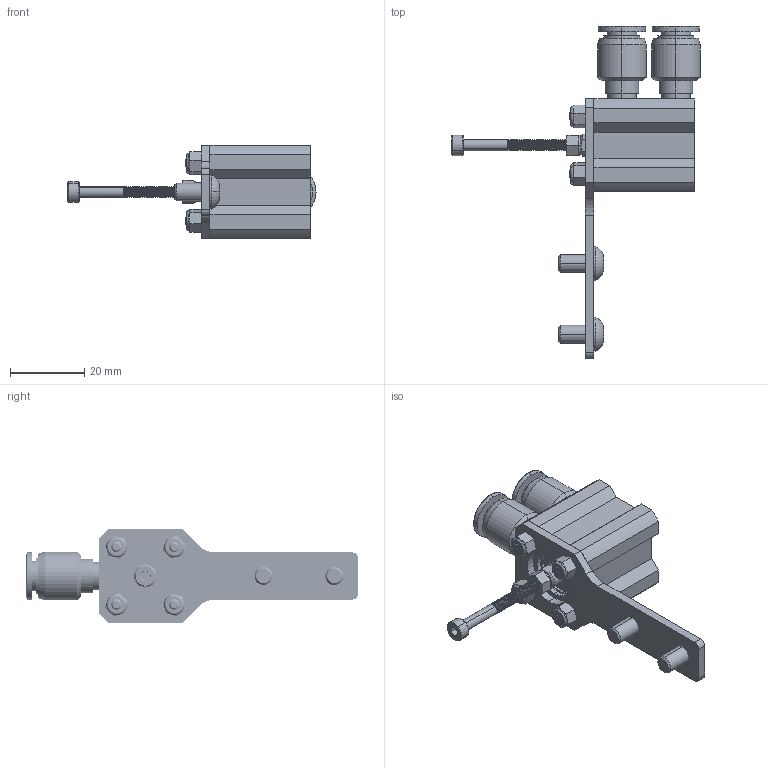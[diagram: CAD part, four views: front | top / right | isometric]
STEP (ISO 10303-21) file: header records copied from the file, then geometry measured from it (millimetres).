
FILE_DESCRIPTION (( 'STEP AP214' ), '1' );
FILE_NAME ('am-4425 Ratchet Sport Pneumatic Upgrade.STEP', '2022-03-30T14:28:56', ( '' ), ( '' ), 'SwSTEP 2.0', 'SolidWorks 2021', '' );
FILE_SCHEMA (( 'AUTOMOTIVE_DESIGN' ));
Length unit declared in the file: millimetre
Products named in the file (8): M3 x 0.5 Nylock Nut 90576A102_90576A102; am-4404 Ratchet Sport Pneumatic Mount; am-2384 m5 10-32 Fitting; SHCS M3 x 0.5 x 30_91290A130; BHCS 10-32 x 0.375_SBHCSCREW 0.19-32x0.5-HX-C; am-4425 Ratchet Sport Pneumatic Upgrade; Ratchet Sport_Clockwise Lock; CQ2B12-10D
Assembly tree (17 placements, depth 3):
  am-4425 Ratchet Sport Pneumatic Upgrade
    Ratchet Sport_Clockwise Lock
      CQ2B12-10D
      am-4404 Ratchet Sport Pneumatic Mount
      SHCS M3 x 0.5 x 30_91290A130  x5
      M3 x 0.5 Nylock Nut 90576A102_90576A102  x4
      am-2384 m5 10-32 Fitting  x2
      BHCS 10-32 x 0.375_SBHCSCREW 0.19-32x0.5-HX-C  x2
    M3 x 0.5 Nylock Nut 90576A102_90576A102
Bounding box: 66.68 x 89.21 x 25 mm (x, y, z)
Volume: 19103.5 mm3; surface area: 16907.9 mm2
Topology: 22 solids, 22 shells, 1690 faces, 4277 edges, 2681 vertices
Faces by surface type: cylinder 1039, cone 367, plane 226, torus 34, bspline 20, sphere 4
Entity records: 21467 total; most frequent: CARTESIAN_POINT 10088, ORIENTED_EDGE 2452, DIRECTION 2130, EDGE_CURVE 1226, AXIS2_PLACEMENT_3D 834, VERTEX_POINT 776, EDGE_LOOP 556, FACE_OUTER_BOUND 496
